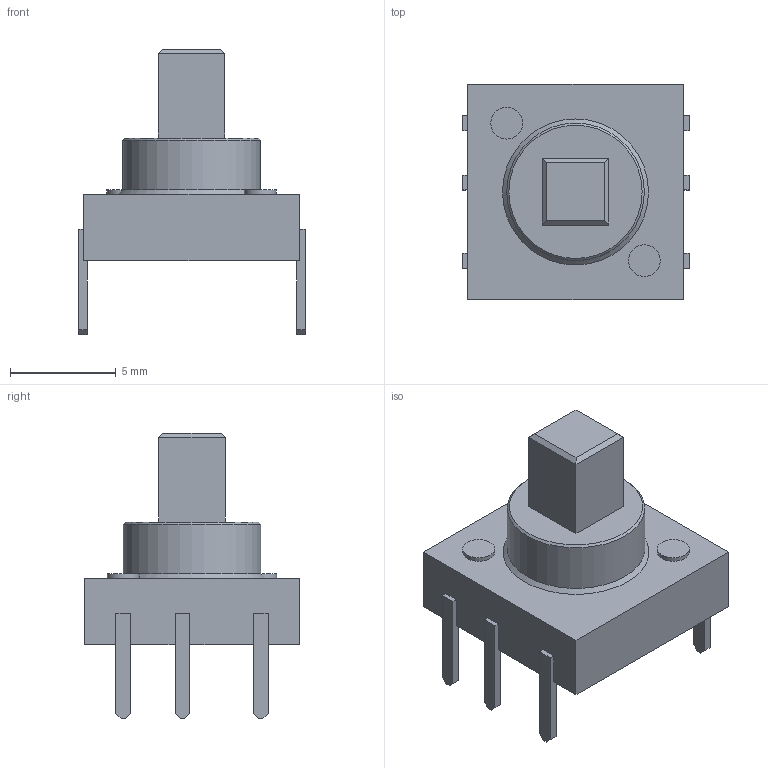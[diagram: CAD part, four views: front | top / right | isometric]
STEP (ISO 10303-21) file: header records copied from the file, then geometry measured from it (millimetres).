
FILE_DESCRIPTION(('HOOPS Exchange Step'),'2;1');
FILE_NAME('temp_export','2023-07-25T21:53:40+09:30',('mobile'),('Shapr3D Limited'),'HOOPS Exchange 2022.2','Shapr3D','Authorized');
FILE_SCHEMA( ('AUTOMOTIVE_DESIGN { 1 0 10303 214 1 1 1 1 }') );
Length unit declared in the file: millimetre
Products named in the file (1): root
Bounding box: 10.7 x 10.2 x 13.5 mm (x, y, z)
Volume: 465.4 mm3; surface area: 491.8 mm2
Topology: 1 solids, 1 shells, 71 faces, 197 edges, 132 vertices
Faces by surface type: plane 66, cylinder 3, cone 2
Full cylindrical faces by diameter (mm): 1.5 x2, 6.5 x1
Entity records: 2303 total; most frequent: CARTESIAN_POINT 401, ORIENTED_EDGE 394, DIRECTION 357, EDGE_CURVE 197, VECTOR 181, LINE 181, VERTEX_POINT 132, AXIS2_PLACEMENT_3D 88
